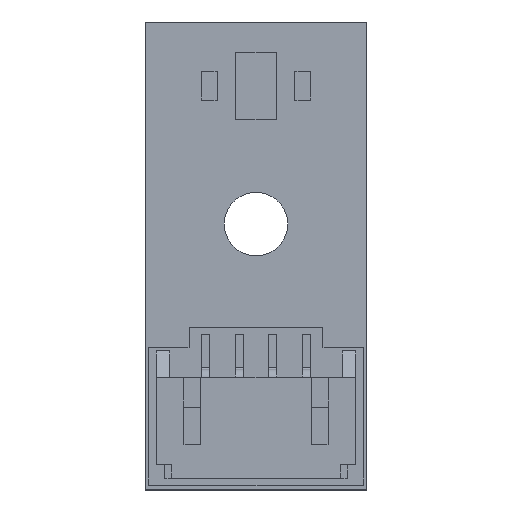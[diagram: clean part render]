
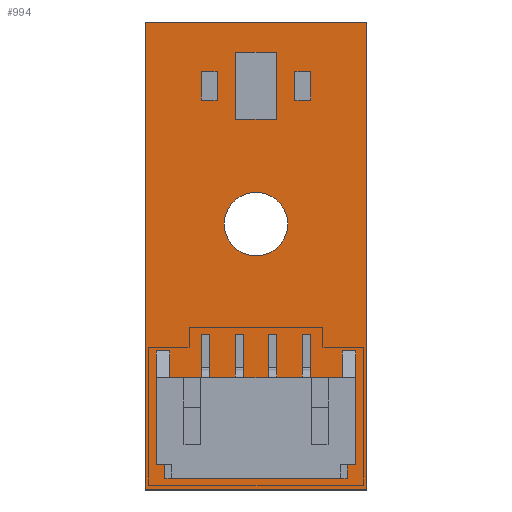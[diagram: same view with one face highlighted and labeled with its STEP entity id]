
A CAD part, top view. The second image highlights one B-rep face of the part: STEP entity #994.
In plain terms, the highlighted planar face has unit normal (0, 0, 1).
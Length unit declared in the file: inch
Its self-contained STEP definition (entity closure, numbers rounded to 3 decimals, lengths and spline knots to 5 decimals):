
#113 = VERTEX_POINT ( 'NONE', #4279 ) ;
#152 = VERTEX_POINT ( 'NONE', #4727 ) ;
#229 = ORIENTED_EDGE ( 'NONE', *, *, #905, .T. ) ;
#300 = CARTESIAN_POINT ( 'NONE',  ( 0.07475, 0.05, 0.0127 ) ) ;
#402 = EDGE_CURVE ( 'NONE', #152, #3158, #4539, .T. ) ;
#677 = FACE_BOUND ( 'NONE', #3114, .T. ) ;
#706 = LINE ( 'NONE', #1858, #1323 ) ;
#721 = AXIS2_PLACEMENT_3D ( 'NONE', #3480, #4726, #2239 ) ;
#727 = CARTESIAN_POINT ( 'NONE',  ( 0.26, -0.025, 0.0127 ) ) ;
#816 = CARTESIAN_POINT ( 'NONE',  ( 0.26, -0.575, 0.0127 ) ) ;
#905 = EDGE_CURVE ( 'NONE', #3158, #113, #1932, .T. ) ;
#994 = ADVANCED_FACE ( 'NONE', ( #2302, #677 ), #3491, .T. ) ;
#1290 = VERTEX_POINT ( 'NONE', #1771 ) ;
#1323 = VECTOR ( 'NONE', #1459, 39.37008 ) ;
#1459 = DIRECTION ( 'NONE',  ( -1., 0., 0. ) ) ;
#1480 = DIRECTION ( 'NONE',  ( 1., 0., 0. ) ) ;
#1771 = CARTESIAN_POINT ( 'NONE',  ( -0.26, 0.525, 0.0127 ) ) ;
#1806 = CIRCLE ( 'NONE', #2650, 0.07475 ) ;
#1842 = ORIENTED_EDGE ( 'NONE', *, *, #1931, .T. ) ;
#1858 = CARTESIAN_POINT ( 'NONE',  ( 0., 0.525, 0.0127 ) ) ;
#1887 = AXIS2_PLACEMENT_3D ( 'NONE', #4664, #2278, #1480 ) ;
#1931 = EDGE_CURVE ( 'NONE', #2810, #5133, #1806, .T. ) ;
#1932 = LINE ( 'NONE', #727, #5023 ) ;
#2239 = DIRECTION ( 'NONE',  ( 1., 0., 0. ) ) ;
#2278 = DIRECTION ( 'NONE',  ( 0., 0., 1. ) ) ;
#2302 = FACE_OUTER_BOUND ( 'NONE', #4974, .T. ) ;
#2332 = ORIENTED_EDGE ( 'NONE', *, *, #3124, .T. ) ;
#2506 = CARTESIAN_POINT ( 'NONE',  ( -0.07475, 0.05, 0.0127 ) ) ;
#2650 = AXIS2_PLACEMENT_3D ( 'NONE', #3109, #3185, #4799 ) ;
#2726 = VECTOR ( 'NONE', #3845, 39.37008 ) ;
#2810 = VERTEX_POINT ( 'NONE', #300 ) ;
#2844 = ORIENTED_EDGE ( 'NONE', *, *, #4545, .T. ) ;
#2885 = LINE ( 'NONE', #2967, #4888 ) ;
#2967 = CARTESIAN_POINT ( 'NONE',  ( -0.26, -0.025, 0.0127 ) ) ;
#3109 = CARTESIAN_POINT ( 'NONE',  ( 0., 0.05, 0.0127 ) ) ;
#3114 = EDGE_LOOP ( 'NONE', ( #1842, #2332 ) ) ;
#3124 = EDGE_CURVE ( 'NONE', #5133, #2810, #5200, .T. ) ;
#3158 = VERTEX_POINT ( 'NONE', #816 ) ;
#3185 = DIRECTION ( 'NONE',  ( 0., 0., -1. ) ) ;
#3285 = ORIENTED_EDGE ( 'NONE', *, *, #402, .T. ) ;
#3480 = CARTESIAN_POINT ( 'NONE',  ( 0., 0.05, 0.0127 ) ) ;
#3491 = PLANE ( 'NONE',  #1887 ) ;
#3547 = DIRECTION ( 'NONE',  ( 0., 1., 0. ) ) ;
#3573 = EDGE_CURVE ( 'NONE', #113, #1290, #706, .T. ) ;
#3845 = DIRECTION ( 'NONE',  ( 1., 0., 0. ) ) ;
#4169 = CARTESIAN_POINT ( 'NONE',  ( 0., -0.575, 0.0127 ) ) ;
#4279 = CARTESIAN_POINT ( 'NONE',  ( 0.26, 0.525, 0.0127 ) ) ;
#4539 = LINE ( 'NONE', #4169, #2726 ) ;
#4545 = EDGE_CURVE ( 'NONE', #1290, #152, #2885, .T. ) ;
#4664 = CARTESIAN_POINT ( 'NONE',  ( 0., -0.025, 0.0127 ) ) ;
#4726 = DIRECTION ( 'NONE',  ( 0., 0., -1. ) ) ;
#4727 = CARTESIAN_POINT ( 'NONE',  ( -0.26, -0.575, 0.0127 ) ) ;
#4799 = DIRECTION ( 'NONE',  ( 1., 0., 0. ) ) ;
#4888 = VECTOR ( 'NONE', #4976, 39.37008 ) ;
#4974 = EDGE_LOOP ( 'NONE', ( #229, #5040, #2844, #3285 ) ) ;
#4976 = DIRECTION ( 'NONE',  ( 0., -1., 0. ) ) ;
#5023 = VECTOR ( 'NONE', #3547, 39.37008 ) ;
#5040 = ORIENTED_EDGE ( 'NONE', *, *, #3573, .T. ) ;
#5133 = VERTEX_POINT ( 'NONE', #2506 ) ;
#5200 = CIRCLE ( 'NONE', #721, 0.07475 ) ;
